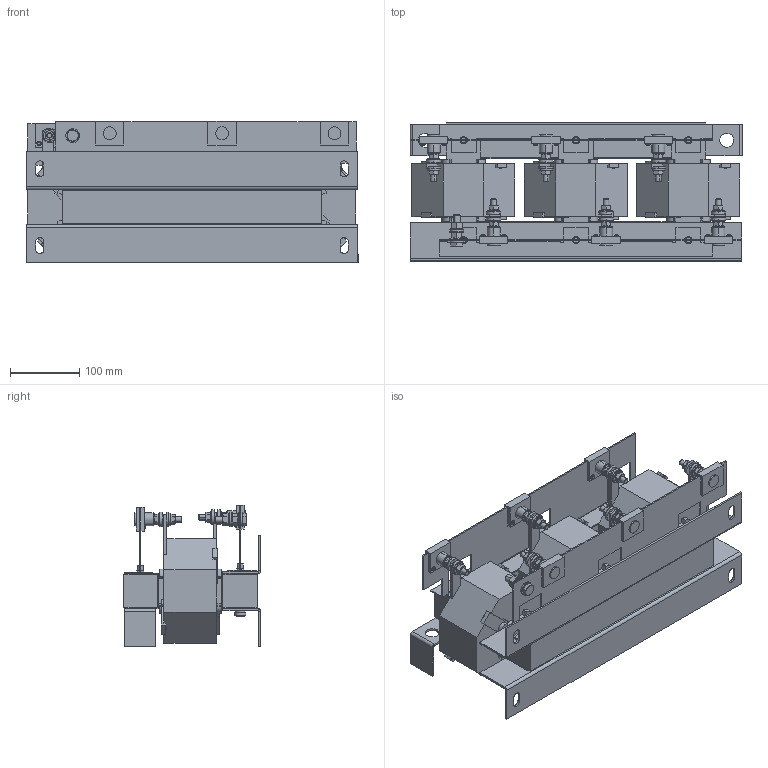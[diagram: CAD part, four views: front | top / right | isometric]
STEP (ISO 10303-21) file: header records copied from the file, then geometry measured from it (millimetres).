
FILE_DESCRIPTION (( 'STEP AP214' ), '1' );
FILE_NAME ('193941.STEP', '2020-05-29T00:54:27', ( '' ), ( '' ), 'SwSTEP 2.0', 'SolidWorks 2018', '' );
FILE_SCHEMA (( 'AUTOMOTIVE_DESIGN' ));
Length unit declared in the file: millimetre
Products named in the file (1): 193941
Bounding box: 480 x 199.5 x 204.9 mm (x, y, z)
Volume: 7024387.9 mm3; surface area: 792794.2 mm2
Topology: 1 solids, 1 shells, 1444 faces, 3656 edges, 2300 vertices
Faces by surface type: plane 866, cylinder 276, cone 160, bspline 114, torus 16, sphere 12
Entity records: 47256 total; most frequent: CARTESIAN_POINT 13025, ORIENTED_EDGE 7312, DIRECTION 6788, EDGE_CURVE 3656, VERTEX_POINT 2300, LINE 2274, VECTOR 2274, AXIS2_PLACEMENT_3D 2257
